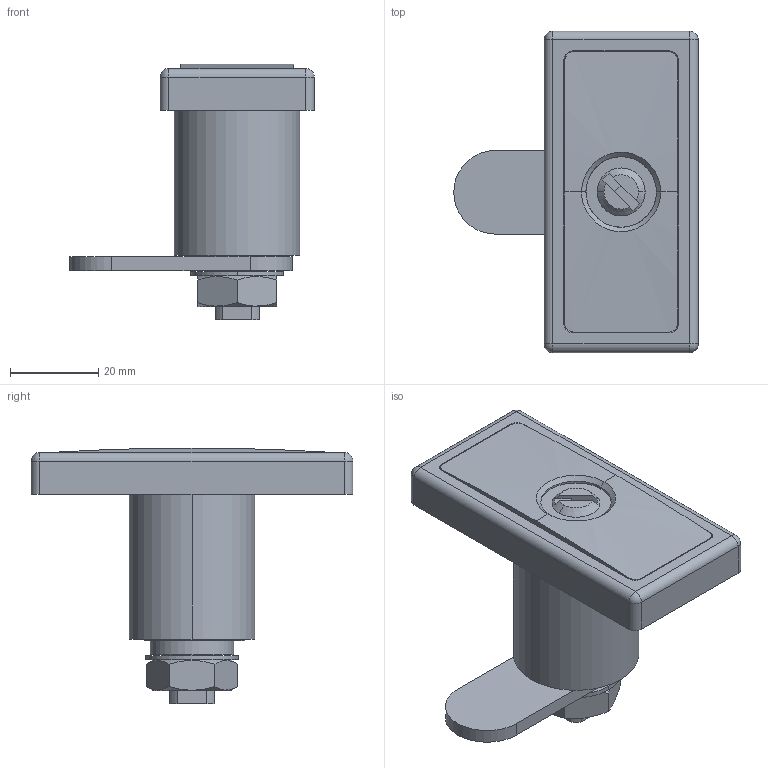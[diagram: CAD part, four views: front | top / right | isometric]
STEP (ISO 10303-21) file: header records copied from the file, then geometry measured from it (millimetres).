
FILE_DESCRIPTION (( 'STEP AP203' ), '1' );
FILE_NAME ('sone3D.STEP', '2014-10-20T06:44:55', ( '' ), ( '' ), 'SwSTEP 2.0', 'SolidWorks 2012', '' );
FILE_SCHEMA (( 'CONFIG_CONTROL_DESIGN' ));
Length unit declared in the file: millimetre
Products named in the file (9): A-403-A　ローター_; 歯付座金M12内歯形; A-403-A止金_; sone3D; 六角ナットM12（3種）; A-403-Aケース_; A-403-Aシャフト_; A-403-Aハンドル_; A-403-A僗僩僢僷乕僇儉_
Assembly tree (8 placements, depth 2):
  sone3D
    A-403-Aケース_
    A-403-Aハンドル_
    A-403-Aシャフト_
    A-403-A僗僩僢僷乕僇儉_
    A-403-A止金_
    歯付座金M12内歯形
    A-403-A　ローター_
    六角ナットM12（3種）
Bounding box: 55.5 x 73 x 58.1 mm (x, y, z)
Volume: 48371.1 mm3; surface area: 31973 mm2
Topology: 8 solids, 8 shells, 162 faces, 387 edges, 244 vertices
Faces by surface type: plane 75, cylinder 65, cone 12, sphere 4, torus 4, bspline 2
Entity records: 7148 total; most frequent: CARTESIAN_POINT 2367, DIRECTION 840, ORIENTED_EDGE 766, EDGE_CURVE 383, AXIS2_PLACEMENT_3D 316, VERTEX_POINT 244, VECTOR 208, LINE 208
